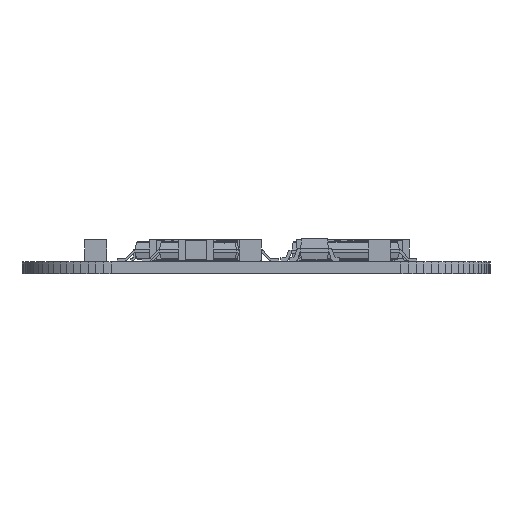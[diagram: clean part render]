
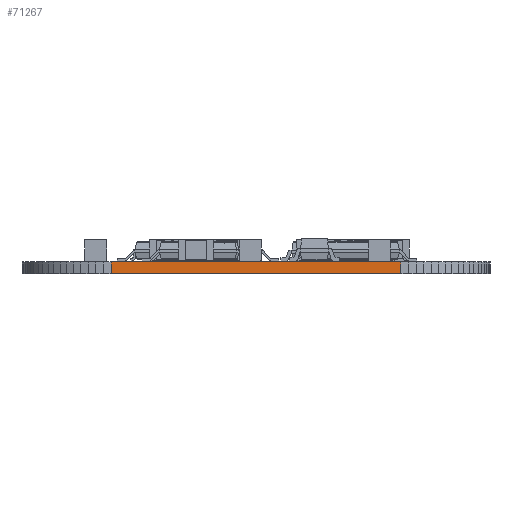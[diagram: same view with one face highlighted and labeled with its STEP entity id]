
A CAD part, front view. The second image highlights one B-rep face of the part: STEP entity #71267.
In plain terms, the highlighted planar face has unit normal (0, -1, 0).
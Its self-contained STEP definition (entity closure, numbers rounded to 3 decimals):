
#60301 = PLANE('',#60302);
#60302 = AXIS2_PLACEMENT_3D('',#60303,#60304,#60305);
#60303 = CARTESIAN_POINT('',(11.43,-39.175,0.68));
#60304 = DIRECTION('',(-0.,-0.,-1.));
#60305 = DIRECTION('',(-1.,0.,0.));
#60355 = PLANE('',#60356);
#60356 = AXIS2_PLACEMENT_3D('',#60357,#60358,#60359);
#60357 = CARTESIAN_POINT('',(11.43,-39.175,0.));
#60358 = DIRECTION('',(-0.,-0.,-1.));
#60359 = DIRECTION('',(-1.,0.,0.));
#61892 = VERTEX_POINT('',#61893);
#61893 = CARTESIAN_POINT('',(19.685,-84.455,0.));
#61907 = PLANE('',#61908);
#61908 = AXIS2_PLACEMENT_3D('',#61909,#61910,#61911);
#61909 = CARTESIAN_POINT('',(20.128,-84.436,0.));
#61910 = DIRECTION('',(0.044,-0.999,0.));
#61911 = DIRECTION('',(-0.999,-0.044,0.));
#61919 = EDGE_CURVE('',#61892,#61920,#61922,.T.);
#61920 = VERTEX_POINT('',#61921);
#61921 = CARTESIAN_POINT('',(3.175,-84.455,0.));
#61922 = SURFACE_CURVE('',#61923,(#61927,#61934),.PCURVE_S1.);
#61923 = LINE('',#61924,#61925);
#61924 = CARTESIAN_POINT('',(19.685,-84.455,0.));
#61925 = VECTOR('',#61926,1.);
#61926 = DIRECTION('',(-1.,0.,0.));
#61927 = PCURVE('',#60355,#61928);
#61928 = DEFINITIONAL_REPRESENTATION('',(#61929),#61933);
#61929 = LINE('',#61930,#61931);
#61930 = CARTESIAN_POINT('',(-8.255,-45.28));
#61931 = VECTOR('',#61932,1.);
#61932 = DIRECTION('',(1.,0.));
#61933 = ( GEOMETRIC_REPRESENTATION_CONTEXT(2) 
PARAMETRIC_REPRESENTATION_CONTEXT() REPRESENTATION_CONTEXT('2D SPACE',''
  ) );
#61934 = PCURVE('',#61935,#61940);
#61935 = PLANE('',#61936);
#61936 = AXIS2_PLACEMENT_3D('',#61937,#61938,#61939);
#61937 = CARTESIAN_POINT('',(19.685,-84.455,0.));
#61938 = DIRECTION('',(0.,-1.,0.));
#61939 = DIRECTION('',(-1.,0.,0.));
#61940 = DEFINITIONAL_REPRESENTATION('',(#61941),#61945);
#61941 = LINE('',#61942,#61943);
#61942 = CARTESIAN_POINT('',(0.,-0.));
#61943 = VECTOR('',#61944,1.);
#61944 = DIRECTION('',(1.,0.));
#61945 = ( GEOMETRIC_REPRESENTATION_CONTEXT(2) 
PARAMETRIC_REPRESENTATION_CONTEXT() REPRESENTATION_CONTEXT('2D SPACE',''
  ) );
#61963 = PLANE('',#61964);
#61964 = AXIS2_PLACEMENT_3D('',#61965,#61966,#61967);
#61965 = CARTESIAN_POINT('',(3.175,-84.455,0.));
#61966 = DIRECTION('',(-0.044,-0.999,0.));
#61967 = DIRECTION('',(-0.999,0.044,0.));
#66378 = VERTEX_POINT('',#66379);
#66379 = CARTESIAN_POINT('',(19.685,-84.455,0.68));
#66400 = EDGE_CURVE('',#66378,#66401,#66403,.T.);
#66401 = VERTEX_POINT('',#66402);
#66402 = CARTESIAN_POINT('',(3.175,-84.455,0.68));
#66403 = SURFACE_CURVE('',#66404,(#66408,#66415),.PCURVE_S1.);
#66404 = LINE('',#66405,#66406);
#66405 = CARTESIAN_POINT('',(19.685,-84.455,0.68));
#66406 = VECTOR('',#66407,1.);
#66407 = DIRECTION('',(-1.,0.,0.));
#66408 = PCURVE('',#60301,#66409);
#66409 = DEFINITIONAL_REPRESENTATION('',(#66410),#66414);
#66410 = LINE('',#66411,#66412);
#66411 = CARTESIAN_POINT('',(-8.255,-45.28));
#66412 = VECTOR('',#66413,1.);
#66413 = DIRECTION('',(1.,0.));
#66414 = ( GEOMETRIC_REPRESENTATION_CONTEXT(2) 
PARAMETRIC_REPRESENTATION_CONTEXT() REPRESENTATION_CONTEXT('2D SPACE',''
  ) );
#66415 = PCURVE('',#61935,#66416);
#66416 = DEFINITIONAL_REPRESENTATION('',(#66417),#66421);
#66417 = LINE('',#66418,#66419);
#66418 = CARTESIAN_POINT('',(0.,-0.68));
#66419 = VECTOR('',#66420,1.);
#66420 = DIRECTION('',(1.,0.));
#66421 = ( GEOMETRIC_REPRESENTATION_CONTEXT(2) 
PARAMETRIC_REPRESENTATION_CONTEXT() REPRESENTATION_CONTEXT('2D SPACE',''
  ) );
#71217 = EDGE_CURVE('',#61920,#66401,#71218,.T.);
#71218 = SURFACE_CURVE('',#71219,(#71223,#71230),.PCURVE_S1.);
#71219 = LINE('',#71220,#71221);
#71220 = CARTESIAN_POINT('',(3.175,-84.455,0.));
#71221 = VECTOR('',#71222,1.);
#71222 = DIRECTION('',(0.,0.,1.));
#71223 = PCURVE('',#61963,#71224);
#71224 = DEFINITIONAL_REPRESENTATION('',(#71225),#71229);
#71225 = LINE('',#71226,#71227);
#71226 = CARTESIAN_POINT('',(0.,0.));
#71227 = VECTOR('',#71228,1.);
#71228 = DIRECTION('',(0.,-1.));
#71229 = ( GEOMETRIC_REPRESENTATION_CONTEXT(2) 
PARAMETRIC_REPRESENTATION_CONTEXT() REPRESENTATION_CONTEXT('2D SPACE',''
  ) );
#71230 = PCURVE('',#61935,#71231);
#71231 = DEFINITIONAL_REPRESENTATION('',(#71232),#71236);
#71232 = LINE('',#71233,#71234);
#71233 = CARTESIAN_POINT('',(16.51,0.));
#71234 = VECTOR('',#71235,1.);
#71235 = DIRECTION('',(0.,-1.));
#71236 = ( GEOMETRIC_REPRESENTATION_CONTEXT(2) 
PARAMETRIC_REPRESENTATION_CONTEXT() REPRESENTATION_CONTEXT('2D SPACE',''
  ) );
#71267 = ADVANCED_FACE('',(#71268),#61935,.T.);
#71268 = FACE_BOUND('',#71269,.T.);
#71269 = EDGE_LOOP('',(#71270,#71291,#71292,#71293));
#71270 = ORIENTED_EDGE('',*,*,#71271,.T.);
#71271 = EDGE_CURVE('',#61892,#66378,#71272,.T.);
#71272 = SURFACE_CURVE('',#71273,(#71277,#71284),.PCURVE_S1.);
#71273 = LINE('',#71274,#71275);
#71274 = CARTESIAN_POINT('',(19.685,-84.455,0.));
#71275 = VECTOR('',#71276,1.);
#71276 = DIRECTION('',(0.,0.,1.));
#71277 = PCURVE('',#61935,#71278);
#71278 = DEFINITIONAL_REPRESENTATION('',(#71279),#71283);
#71279 = LINE('',#71280,#71281);
#71280 = CARTESIAN_POINT('',(0.,-0.));
#71281 = VECTOR('',#71282,1.);
#71282 = DIRECTION('',(0.,-1.));
#71283 = ( GEOMETRIC_REPRESENTATION_CONTEXT(2) 
PARAMETRIC_REPRESENTATION_CONTEXT() REPRESENTATION_CONTEXT('2D SPACE',''
  ) );
#71284 = PCURVE('',#61907,#71285);
#71285 = DEFINITIONAL_REPRESENTATION('',(#71286),#71290);
#71286 = LINE('',#71287,#71288);
#71287 = CARTESIAN_POINT('',(0.443,0.));
#71288 = VECTOR('',#71289,1.);
#71289 = DIRECTION('',(0.,-1.));
#71290 = ( GEOMETRIC_REPRESENTATION_CONTEXT(2) 
PARAMETRIC_REPRESENTATION_CONTEXT() REPRESENTATION_CONTEXT('2D SPACE',''
  ) );
#71291 = ORIENTED_EDGE('',*,*,#66400,.T.);
#71292 = ORIENTED_EDGE('',*,*,#71217,.F.);
#71293 = ORIENTED_EDGE('',*,*,#61919,.F.);
